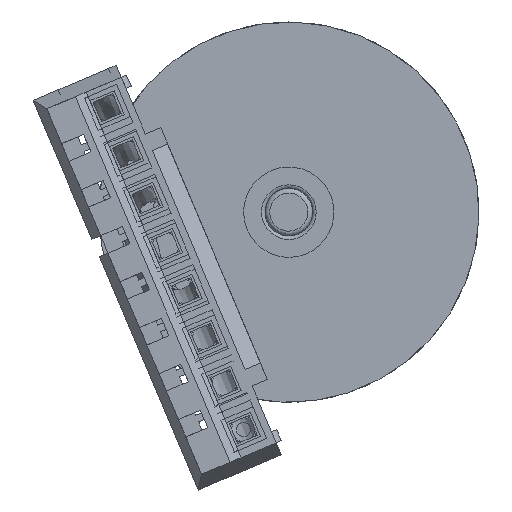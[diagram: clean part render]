
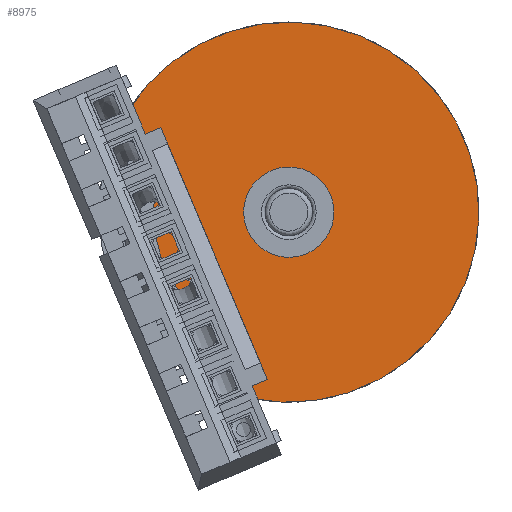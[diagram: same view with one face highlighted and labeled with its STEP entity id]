
A CAD part, front view. The second image highlights one B-rep face of the part: STEP entity #8975.
In plain terms, the highlighted planar face has unit normal (0, -1, 0).
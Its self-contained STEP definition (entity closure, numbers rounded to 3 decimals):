
#284 = CIRCLE ( 'NONE', #8417, 5.7 ) ;
#586 = DIRECTION ( 'NONE',  ( 0., 0., -1. ) ) ;
#596 = VERTEX_POINT ( 'NONE', #13852 ) ;
#855 = CARTESIAN_POINT ( 'NONE',  ( 5.657, 0., 5.657 ) ) ;
#971 = CIRCLE ( 'NONE', #13159, 8. ) ;
#1026 = AXIS2_PLACEMENT_3D ( 'NONE', #10245, #14122, #13972 ) ;
#1180 = EDGE_CURVE ( 'NONE', #6721, #596, #9243, .T. ) ;
#1608 = CARTESIAN_POINT ( 'NONE',  ( -4.016, 0., 4.723 ) ) ;
#1923 = DIRECTION ( 'NONE',  ( 0.707, 0., 0.707 ) ) ;
#2033 = DIRECTION ( 'NONE',  ( 0., -1., 0. ) ) ;
#2096 = CARTESIAN_POINT ( 'NONE',  ( -4.37, 0., 4.37 ) ) ;
#2172 = VERTEX_POINT ( 'NONE', #5599 ) ;
#2308 = ORIENTED_EDGE ( 'NONE', *, *, #11308, .F. ) ;
#2507 = CIRCLE ( 'NONE', #10378, 0.5 ) ;
#2713 = DIRECTION ( 'NONE',  ( 0., -1., 0. ) ) ;
#4192 = EDGE_CURVE ( 'NONE', #596, #13536, #2507, .T. ) ;
#4399 = VERTEX_POINT ( 'NONE', #4866 ) ;
#4424 = DIRECTION ( 'NONE',  ( 0., 1., 0. ) ) ;
#4584 = DIRECTION ( 'NONE',  ( 0., 0., -1. ) ) ;
#4690 = ORIENTED_EDGE ( 'NONE', *, *, #1180, .F. ) ;
#4832 = CIRCLE ( 'NONE', #1026, 0.5 ) ;
#4866 = CARTESIAN_POINT ( 'NONE',  ( 4.37, 0., 4.37 ) ) ;
#5116 = DIRECTION ( 'NONE',  ( 0., 0., 1. ) ) ;
#5599 = CARTESIAN_POINT ( 'NONE',  ( 0., 0., -1.9 ) ) ;
#6049 = EDGE_LOOP ( 'NONE', ( #10497, #2308, #14768, #14512, #4690, #9555 ) ) ;
#6704 = CARTESIAN_POINT ( 'NONE',  ( 4.37, 0., 4.37 ) ) ;
#6721 = VERTEX_POINT ( 'NONE', #14371 ) ;
#6941 = DIRECTION ( 'NONE',  ( 0., 0., -1. ) ) ;
#8149 = CARTESIAN_POINT ( 'NONE',  ( 0., 0., 0. ) ) ;
#8203 = CARTESIAN_POINT ( 'NONE',  ( 0., 0., 0. ) ) ;
#8322 = VECTOR ( 'NONE', #11537, 1000. ) ;
#8342 = PLANE ( 'NONE',  #9844 ) ;
#8417 = AXIS2_PLACEMENT_3D ( 'NONE', #8149, #4424, #9261 ) ;
#8720 = CARTESIAN_POINT ( 'NONE',  ( 3.692, 0., 4.342 ) ) ;
#8975 = ADVANCED_FACE ( 'NONE', ( #11469, #13101 ), #8342, .T. ) ;
#9243 = LINE ( 'NONE', #2096, #8322 ) ;
#9261 = DIRECTION ( 'NONE',  ( 0., 0., -1. ) ) ;
#9501 = VERTEX_POINT ( 'NONE', #855 ) ;
#9555 = ORIENTED_EDGE ( 'NONE', *, *, #9770, .T. ) ;
#9770 = EDGE_CURVE ( 'NONE', #6721, #9501, #971, .T. ) ;
#9844 = AXIS2_PLACEMENT_3D ( 'NONE', #11920, #14379, #586 ) ;
#9917 = CIRCLE ( 'NONE', #12437, 1.9 ) ;
#10245 = CARTESIAN_POINT ( 'NONE',  ( 4.016, 0., 4.723 ) ) ;
#10378 = AXIS2_PLACEMENT_3D ( 'NONE', #1608, #2713, #5116 ) ;
#10497 = ORIENTED_EDGE ( 'NONE', *, *, #10901, .F. ) ;
#10901 = EDGE_CURVE ( 'NONE', #4399, #9501, #12723, .T. ) ;
#11015 = ORIENTED_EDGE ( 'NONE', *, *, #11876, .F. ) ;
#11308 = EDGE_CURVE ( 'NONE', #13970, #4399, #4832, .T. ) ;
#11469 = FACE_OUTER_BOUND ( 'NONE', #6049, .T. ) ;
#11537 = DIRECTION ( 'NONE',  ( 0.707, 0., -0.707 ) ) ;
#11876 = EDGE_CURVE ( 'NONE', #2172, #2172, #9917, .T. ) ;
#11920 = CARTESIAN_POINT ( 'NONE',  ( 1.9, 0., 0. ) ) ;
#12414 = VECTOR ( 'NONE', #1923, 1000. ) ;
#12437 = AXIS2_PLACEMENT_3D ( 'NONE', #15462, #2033, #4584 ) ;
#12723 = LINE ( 'NONE', #6704, #12414 ) ;
#13101 = FACE_BOUND ( 'NONE', #13869, .T. ) ;
#13159 = AXIS2_PLACEMENT_3D ( 'NONE', #8203, #13268, #6941 ) ;
#13268 = DIRECTION ( 'NONE',  ( 0., -1., 0. ) ) ;
#13536 = VERTEX_POINT ( 'NONE', #15036 ) ;
#13852 = CARTESIAN_POINT ( 'NONE',  ( -4.37, 0., 4.37 ) ) ;
#13869 = EDGE_LOOP ( 'NONE', ( #11015 ) ) ;
#13970 = VERTEX_POINT ( 'NONE', #8720 ) ;
#13972 = DIRECTION ( 'NONE',  ( 0., 0., -1. ) ) ;
#14122 = DIRECTION ( 'NONE',  ( 0., -1., 0. ) ) ;
#14371 = CARTESIAN_POINT ( 'NONE',  ( -5.657, 0., 5.657 ) ) ;
#14379 = DIRECTION ( 'NONE',  ( 0., -1., 0. ) ) ;
#14512 = ORIENTED_EDGE ( 'NONE', *, *, #4192, .F. ) ;
#14528 = EDGE_CURVE ( 'NONE', #13536, #13970, #284, .T. ) ;
#14768 = ORIENTED_EDGE ( 'NONE', *, *, #14528, .F. ) ;
#15036 = CARTESIAN_POINT ( 'NONE',  ( -3.692, 0., 4.342 ) ) ;
#15462 = CARTESIAN_POINT ( 'NONE',  ( 0., 0., 0. ) ) ;
